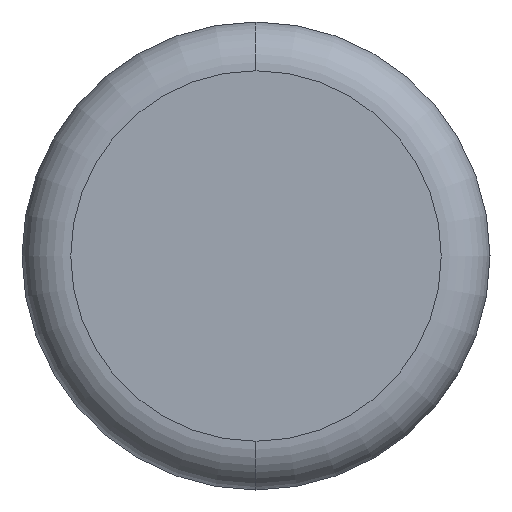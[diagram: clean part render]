
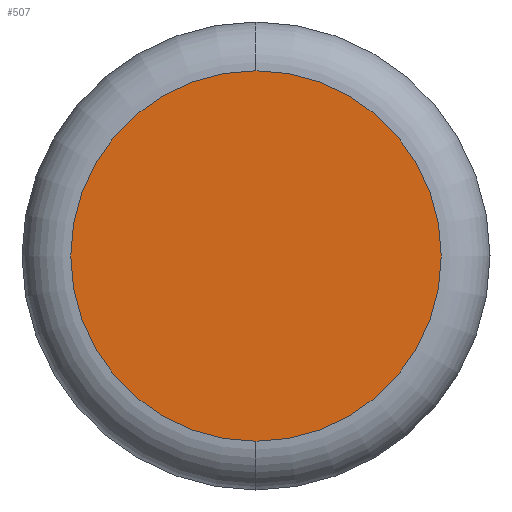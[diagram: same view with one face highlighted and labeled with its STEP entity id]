
A CAD part, left-side view. The second image highlights one B-rep face of the part: STEP entity #507.
In plain terms, the highlighted planar face has unit normal (-1, 0, 0).
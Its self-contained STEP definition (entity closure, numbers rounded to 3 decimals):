
#10 = CARTESIAN_POINT ( 'NONE',  ( 0., 0., 0. ) ) ;
#63 = PLANE ( 'NONE',  #874 ) ;
#66 = DIRECTION ( 'NONE',  ( 0., 0., 1. ) ) ;
#118 = CIRCLE ( 'NONE', #421, 9.5 ) ;
#134 = VERTEX_POINT ( 'NONE', #828 ) ;
#153 = DIRECTION ( 'NONE',  ( 0., 0., -1. ) ) ;
#168 = CARTESIAN_POINT ( 'NONE',  ( 0., 0., 0. ) ) ;
#201 = AXIS2_PLACEMENT_3D ( 'NONE', #10, #471, #452 ) ;
#294 = CARTESIAN_POINT ( 'NONE',  ( 0., 0., -9.5 ) ) ;
#421 = AXIS2_PLACEMENT_3D ( 'NONE', #168, #765, #153 ) ;
#440 = DIRECTION ( 'NONE',  ( -1., 0., 0. ) ) ;
#452 = DIRECTION ( 'NONE',  ( 0., 0., -1. ) ) ;
#471 = DIRECTION ( 'NONE',  ( 1., 0., 0. ) ) ;
#507 = ADVANCED_FACE ( 'NONE', ( #946 ), #63, .T. ) ;
#592 = EDGE_LOOP ( 'NONE', ( #996, #781 ) ) ;
#653 = CARTESIAN_POINT ( 'NONE',  ( 0., 9.5, 0. ) ) ;
#729 = VERTEX_POINT ( 'NONE', #294 ) ;
#765 = DIRECTION ( 'NONE',  ( 1., 0., 0. ) ) ;
#781 = ORIENTED_EDGE ( 'NONE', *, *, #845, .F. ) ;
#828 = CARTESIAN_POINT ( 'NONE',  ( 0., 0., 9.5 ) ) ;
#845 = EDGE_CURVE ( 'NONE', #134, #729, #118, .T. ) ;
#857 = EDGE_CURVE ( 'NONE', #729, #134, #912, .T. ) ;
#874 = AXIS2_PLACEMENT_3D ( 'NONE', #653, #440, #66 ) ;
#912 = CIRCLE ( 'NONE', #201, 9.5 ) ;
#946 = FACE_OUTER_BOUND ( 'NONE', #592, .T. ) ;
#996 = ORIENTED_EDGE ( 'NONE', *, *, #857, .F. ) ;
